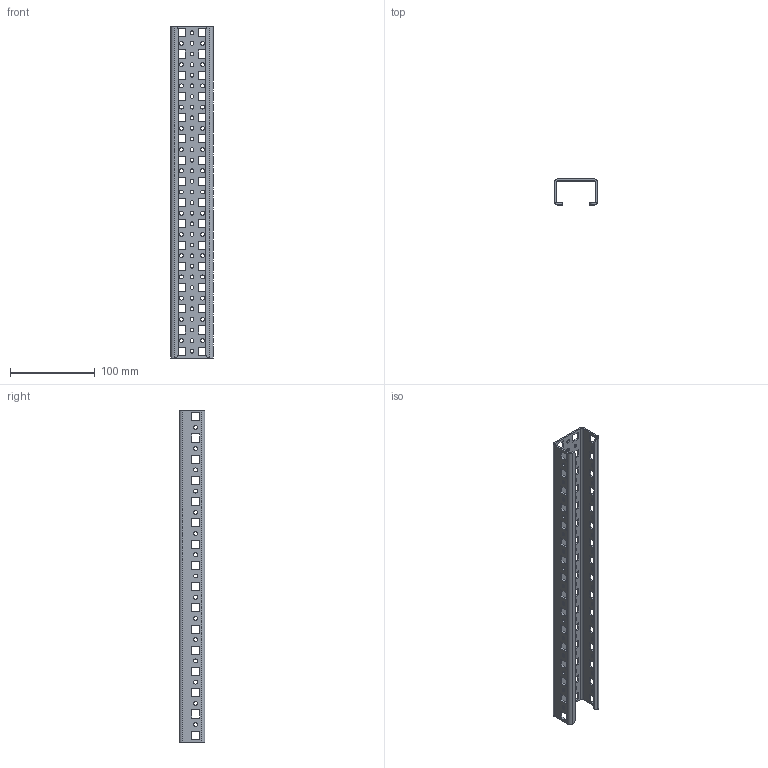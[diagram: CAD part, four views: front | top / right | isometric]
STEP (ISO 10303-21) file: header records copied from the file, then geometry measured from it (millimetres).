
FILE_DESCRIPTION (( 'STEP AP214' ), '1' );
FILE_NAME ('944.050.STEP', '2024-08-22T09:08:46', ( '' ), ( '' ), 'SwSTEP 2.0', 'SolidWorks 2021', '' );
FILE_SCHEMA (( 'AUTOMOTIVE_DESIGN' ));
Length unit declared in the file: millimetre
Products named in the file (1): 944.050
Bounding box: 50 x 30.5 x 391 mm (x, y, z)
Volume: 76104.8 mm3; surface area: 85552 mm2
Topology: 1 solids, 1 shells, 476 faces, 1390 edges, 916 vertices
Faces by surface type: plane 282, cylinder 194
Entity records: 16420 total; most frequent: CARTESIAN_POINT 2783, ORIENTED_EDGE 2780, DIRECTION 2732, EDGE_CURVE 1390, LINE 1002, VECTOR 1002, VERTEX_POINT 916, AXIS2_PLACEMENT_3D 865
